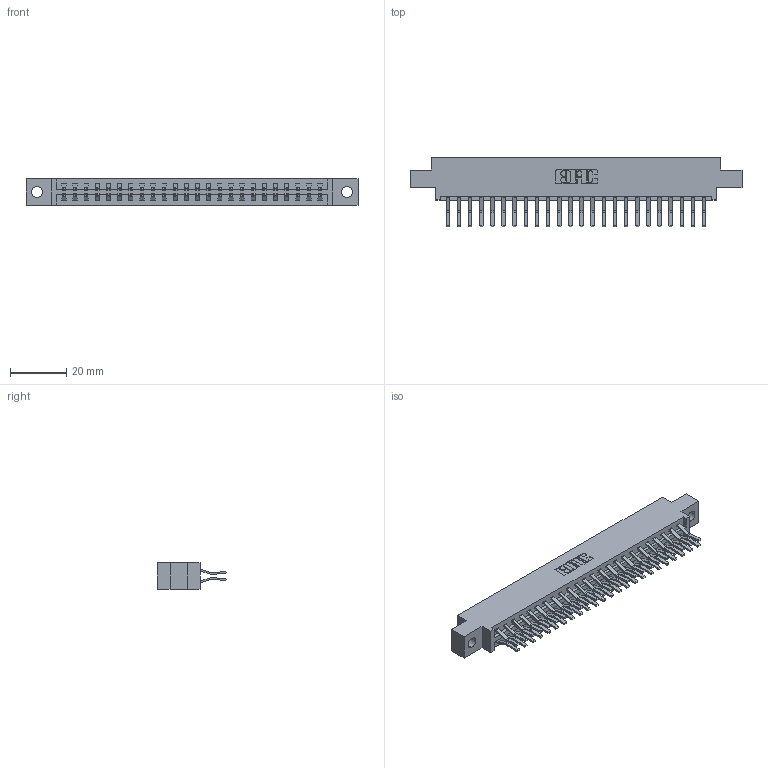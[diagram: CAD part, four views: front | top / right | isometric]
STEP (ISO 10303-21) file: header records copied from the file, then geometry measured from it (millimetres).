
FILE_DESCRIPTION (( 'STEP AP203' ), '1' );
FILE_NAME ('387-048-560-804.STEP', '2019-10-18T11:08:56', ( '' ), ( '' ), 'SwSTEP 2.0', 'SolidWorks 2016', '' );
FILE_SCHEMA (( 'CONFIG_CONTROL_DESIGN' ));
Length unit declared in the file: inch
Products named in the file (3): 337 Part_0.170 Offset - 0.156 Dia-TH; 345-292-001_560 Tail; 387-048-560-804
Assembly tree (49 placements, depth 2):
  387-048-560-804
    337 Part_0.170 Offset - 0.156 Dia-TH
    345-292-001_560 Tail  x48
Bounding box: 118.11 x 24.78 x 9.4 mm (x, y, z)
Volume: 12317 mm3; surface area: 14565.4 mm2
Topology: 49 solids, 49 shells, 2806 faces, 8339 edges, 5494 vertices
Faces by surface type: plane 1898, cylinder 908
Entity records: 21159 total; most frequent: CARTESIAN_POINT 3582, ORIENTED_EDGE 3518, DIRECTION 3083, EDGE_CURVE 1759, VECTOR 1627, LINE 1627, VERTEX_POINT 1170, AXIS2_PLACEMENT_3D 728
